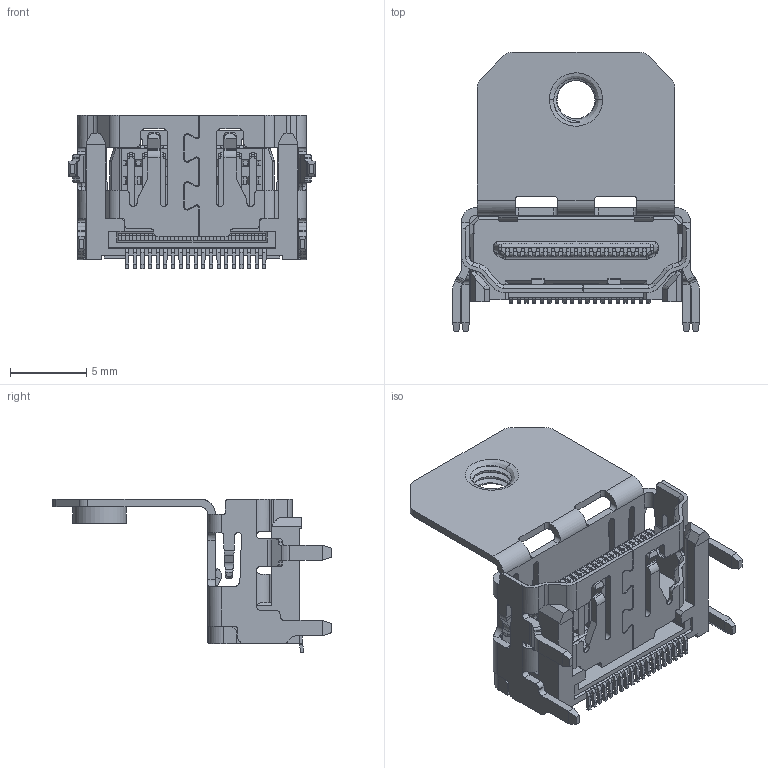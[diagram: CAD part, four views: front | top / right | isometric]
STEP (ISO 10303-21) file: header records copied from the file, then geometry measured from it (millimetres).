
FILE_DESCRIPTION (( 'STEP AP214' ), '1' );
FILE_NAME ('694E119-164-811.STEP', '2021-01-13T17:54:00', ( '' ), ( '' ), 'SwSTEP 2.0', 'SolidWorks 2020', '' );
FILE_SCHEMA (( 'AUTOMOTIVE_DESIGN' ));
Length unit declared in the file: millimetre
Products named in the file (5): 694E119-164-811; Insulator 694E119-X64-811; Shell 694E119-X64-811; Contact Upper 694E119-X64-811; Contact Lower 694E119-X64-811
Assembly tree (21 placements, depth 2):
  694E119-164-811
    Insulator 694E119-X64-811
    Contact Lower 694E119-X64-811  x9
    Contact Upper 694E119-X64-811  x10
    Shell 694E119-X64-811
Bounding box: 16.2 x 18.33 x 10.1 mm (x, y, z)
Volume: 405.2 mm3; surface area: 1700.3 mm2
Topology: 21 solids, 21 shells, 2744 faces, 7730 edges, 4974 vertices
Faces by surface type: plane 1991, cylinder 676, bspline 46, cone 31
Entity records: 61904 total; most frequent: CARTESIAN_POINT 14843, ORIENTED_EDGE 10258, DIRECTION 8991, EDGE_CURVE 5129, VECTOR 4171, LINE 4171, VERTEX_POINT 3240, AXIS2_PLACEMENT_3D 2410
